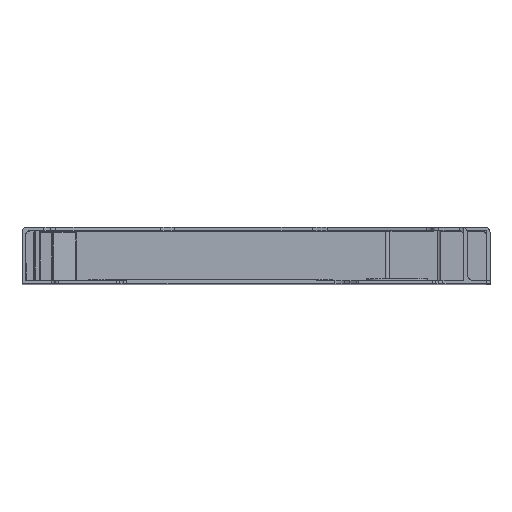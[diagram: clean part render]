
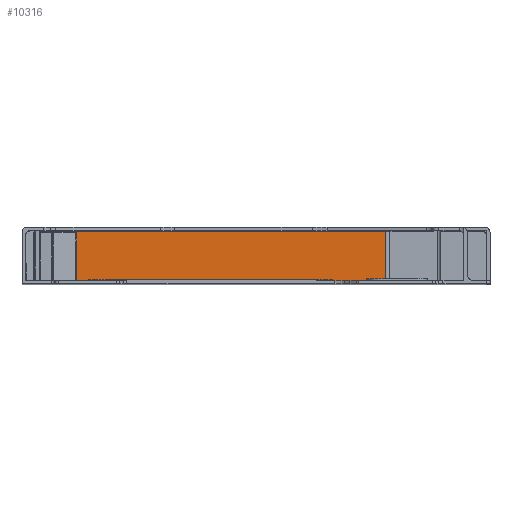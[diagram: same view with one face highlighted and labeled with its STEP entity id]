
A CAD part, top view. The second image highlights one B-rep face of the part: STEP entity #10316.
In plain terms, the highlighted planar face has unit normal (0, 0, 1).
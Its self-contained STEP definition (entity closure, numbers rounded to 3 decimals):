
#170 = PLANE('',#171);
#171 = AXIS2_PLACEMENT_3D('',#172,#173,#174);
#172 = CARTESIAN_POINT('',(6.825,1.58,-6.025));
#173 = DIRECTION('',(0.,1.,0.));
#174 = DIRECTION('',(-1.,0.,0.));
#1436 = PLANE('',#1437);
#1437 = AXIS2_PLACEMENT_3D('',#1438,#1439,#1440);
#1438 = CARTESIAN_POINT('',(6.825,0.1,-6.025));
#1439 = DIRECTION('',(0.,-1.,0.));
#1440 = DIRECTION('',(1.,0.,0.));
#3161 = VERTEX_POINT('',#3162);
#3162 = CARTESIAN_POINT('',(3.843,0.1,-6.025));
#3176 = PLANE('',#3177);
#3177 = AXIS2_PLACEMENT_3D('',#3178,#3179,#3180);
#3178 = CARTESIAN_POINT('',(3.843,-7.588,
    -4.823));
#3179 = DIRECTION('',(-1.,0.,-0.));
#3180 = DIRECTION('',(0.,0.,1.));
#3188 = EDGE_CURVE('',#3189,#3161,#3191,.T.);
#3189 = VERTEX_POINT('',#3190);
#3190 = CARTESIAN_POINT('',(-5.999,0.1,-6.025));
#3191 = SURFACE_CURVE('',#3192,(#3196,#3203),.PCURVE_S1.);
#3192 = LINE('',#3193,#3194);
#3193 = CARTESIAN_POINT('',(6.825,0.1,-6.025));
#3194 = VECTOR('',#3195,1.);
#3195 = DIRECTION('',(1.,0.,-0.));
#3196 = PCURVE('',#1436,#3197);
#3197 = DEFINITIONAL_REPRESENTATION('',(#3198),#3202);
#3198 = LINE('',#3199,#3200);
#3199 = CARTESIAN_POINT('',(0.,0.));
#3200 = VECTOR('',#3201,1.);
#3201 = DIRECTION('',(1.,0.));
#3202 = ( GEOMETRIC_REPRESENTATION_CONTEXT(2) 
PARAMETRIC_REPRESENTATION_CONTEXT() REPRESENTATION_CONTEXT('2D SPACE',''
  ) );
#3203 = PCURVE('',#3204,#3209);
#3204 = PLANE('',#3205);
#3205 = AXIS2_PLACEMENT_3D('',#3206,#3207,#3208);
#3206 = CARTESIAN_POINT('',(0.,0.,-6.025));
#3207 = DIRECTION('',(0.,0.,-1.));
#3208 = DIRECTION('',(-1.,0.,-0.));
#3209 = DEFINITIONAL_REPRESENTATION('',(#3210),#3214);
#3210 = LINE('',#3211,#3212);
#3211 = CARTESIAN_POINT('',(-6.825,0.1));
#3212 = VECTOR('',#3213,1.);
#3213 = DIRECTION('',(-1.,0.));
#3214 = ( GEOMETRIC_REPRESENTATION_CONTEXT(2) 
PARAMETRIC_REPRESENTATION_CONTEXT() REPRESENTATION_CONTEXT('2D SPACE',''
  ) );
#3232 = PLANE('',#3233);
#3233 = AXIS2_PLACEMENT_3D('',#3234,#3235,#3236);
#3234 = CARTESIAN_POINT('',(-4.983,-7.409,
    -4.826));
#3235 = DIRECTION('',(0.763,0.,-0.647));
#3236 = DIRECTION('',(-0.647,0.,-0.763));
#7517 = VERTEX_POINT('',#7518);
#7518 = CARTESIAN_POINT('',(-5.999,1.58,-6.025));
#7539 = EDGE_CURVE('',#7540,#7517,#7542,.T.);
#7540 = VERTEX_POINT('',#7541);
#7541 = CARTESIAN_POINT('',(3.843,1.58,-6.025));
#7542 = SURFACE_CURVE('',#7543,(#7547,#7554),.PCURVE_S1.);
#7543 = LINE('',#7544,#7545);
#7544 = CARTESIAN_POINT('',(6.825,1.58,-6.025));
#7545 = VECTOR('',#7546,1.);
#7546 = DIRECTION('',(-1.,0.,0.));
#7547 = PCURVE('',#170,#7548);
#7548 = DEFINITIONAL_REPRESENTATION('',(#7549),#7553);
#7549 = LINE('',#7550,#7551);
#7550 = CARTESIAN_POINT('',(0.,0.));
#7551 = VECTOR('',#7552,1.);
#7552 = DIRECTION('',(1.,0.));
#7553 = ( GEOMETRIC_REPRESENTATION_CONTEXT(2) 
PARAMETRIC_REPRESENTATION_CONTEXT() REPRESENTATION_CONTEXT('2D SPACE',''
  ) );
#7554 = PCURVE('',#3204,#7555);
#7555 = DEFINITIONAL_REPRESENTATION('',(#7556),#7560);
#7556 = LINE('',#7557,#7558);
#7557 = CARTESIAN_POINT('',(-6.825,1.58));
#7558 = VECTOR('',#7559,1.);
#7559 = DIRECTION('',(1.,0.));
#7560 = ( GEOMETRIC_REPRESENTATION_CONTEXT(2) 
PARAMETRIC_REPRESENTATION_CONTEXT() REPRESENTATION_CONTEXT('2D SPACE',''
  ) );
#10316 = ADVANCED_FACE('',(#10317),#3204,.F.);
#10317 = FACE_BOUND('',#10318,.T.);
#10318 = EDGE_LOOP('',(#10319,#10320,#10341,#10342));
#10319 = ORIENTED_EDGE('',*,*,#3188,.T.);
#10320 = ORIENTED_EDGE('',*,*,#10321,.T.);
#10321 = EDGE_CURVE('',#3161,#7540,#10322,.T.);
#10322 = SURFACE_CURVE('',#10323,(#10327,#10334),.PCURVE_S1.);
#10323 = LINE('',#10324,#10325);
#10324 = CARTESIAN_POINT('',(3.843,0.,-6.025));
#10325 = VECTOR('',#10326,1.);
#10326 = DIRECTION('',(0.,1.,0.));
#10327 = PCURVE('',#3204,#10328);
#10328 = DEFINITIONAL_REPRESENTATION('',(#10329),#10333);
#10329 = LINE('',#10330,#10331);
#10330 = CARTESIAN_POINT('',(-3.843,0.));
#10331 = VECTOR('',#10332,1.);
#10332 = DIRECTION('',(0.,1.));
#10333 = ( GEOMETRIC_REPRESENTATION_CONTEXT(2) 
PARAMETRIC_REPRESENTATION_CONTEXT() REPRESENTATION_CONTEXT('2D SPACE',''
  ) );
#10334 = PCURVE('',#3176,#10335);
#10335 = DEFINITIONAL_REPRESENTATION('',(#10336),#10340);
#10336 = LINE('',#10337,#10338);
#10337 = CARTESIAN_POINT('',(-1.202,7.588));
#10338 = VECTOR('',#10339,1.);
#10339 = DIRECTION('',(0.,1.));
#10340 = ( GEOMETRIC_REPRESENTATION_CONTEXT(2) 
PARAMETRIC_REPRESENTATION_CONTEXT() REPRESENTATION_CONTEXT('2D SPACE',''
  ) );
#10341 = ORIENTED_EDGE('',*,*,#7539,.T.);
#10342 = ORIENTED_EDGE('',*,*,#10343,.T.);
#10343 = EDGE_CURVE('',#7517,#3189,#10344,.T.);
#10344 = SURFACE_CURVE('',#10345,(#10349,#10356),.PCURVE_S1.);
#10345 = LINE('',#10346,#10347);
#10346 = CARTESIAN_POINT('',(-5.999,0.,-6.025));
#10347 = VECTOR('',#10348,1.);
#10348 = DIRECTION('',(0.,-1.,0.));
#10349 = PCURVE('',#3204,#10350);
#10350 = DEFINITIONAL_REPRESENTATION('',(#10351),#10355);
#10351 = LINE('',#10352,#10353);
#10352 = CARTESIAN_POINT('',(5.999,0.));
#10353 = VECTOR('',#10354,1.);
#10354 = DIRECTION('',(-0.,-1.));
#10355 = ( GEOMETRIC_REPRESENTATION_CONTEXT(2) 
PARAMETRIC_REPRESENTATION_CONTEXT() REPRESENTATION_CONTEXT('2D SPACE',''
  ) );
#10356 = PCURVE('',#3232,#10357);
#10357 = DEFINITIONAL_REPRESENTATION('',(#10358),#10362);
#10358 = LINE('',#10359,#10360);
#10359 = CARTESIAN_POINT('',(1.572,7.409));
#10360 = VECTOR('',#10361,1.);
#10361 = DIRECTION('',(-0.,-1.));
#10362 = ( GEOMETRIC_REPRESENTATION_CONTEXT(2) 
PARAMETRIC_REPRESENTATION_CONTEXT() REPRESENTATION_CONTEXT('2D SPACE',''
  ) );
